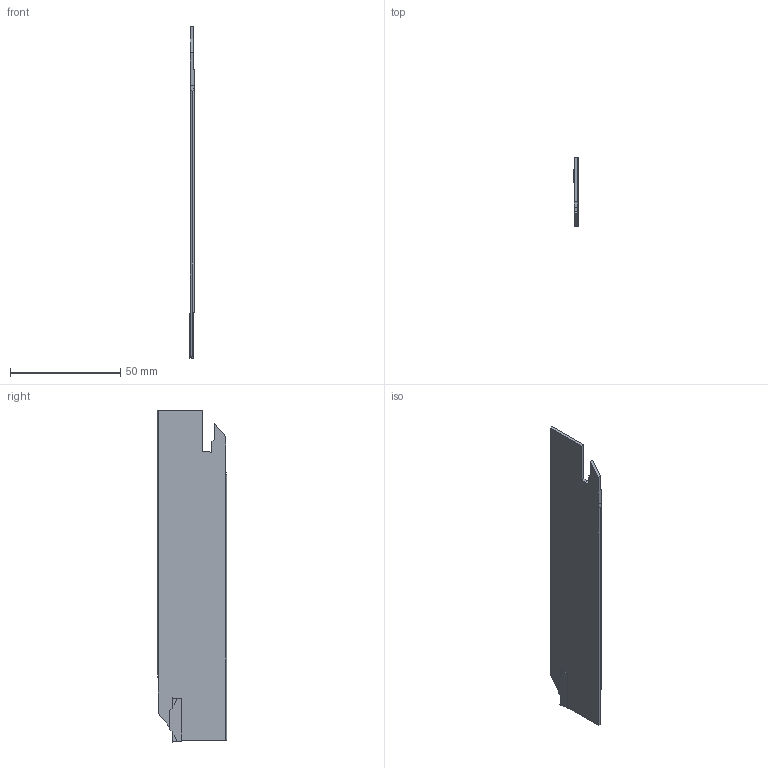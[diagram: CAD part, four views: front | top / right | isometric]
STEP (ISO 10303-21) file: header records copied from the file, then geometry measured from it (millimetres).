
FILE_DESCRIPTION(/* description */ (''),/* implementation_level */ '2;1');
FILE_NAME(/* name */ '1553518924768.stp',/* time_stamp */ '2019-03-25T14:02:18+01:00',/* author */ (''),/* organization */ ('SMS'),/* preprocessor_version */ 'ST-DEVELOPER v15',/* originating_system */ 'SIEMENS PLM Software NX 8.5',/* authorisation */ '');
FILE_SCHEMA (('AUTOMOTIVE_DESIGN { 1 0 10303 214 3 1 1 1 }'));
Length unit declared in the file: millimetre
Products named in the file (1): N123E30_25A2_SIM
Bounding box: 2.25 x 31.36 x 150.8 mm (x, y, z)
Volume: 8415.5 mm3; surface area: 9681.8 mm2
Topology: 2 solids, 2 shells, 60 faces, 166 edges, 110 vertices
Faces by surface type: plane 48, cylinder 8, extrusion 4
Entity records: 2253 total; most frequent: CARTESIAN_POINT 449, ORIENTED_EDGE 332, DIRECTION 304, EDGE_CURVE 166, VECTOR 134, LINE 130, VERTEX_POINT 110, AXIS2_PLACEMENT_3D 85
